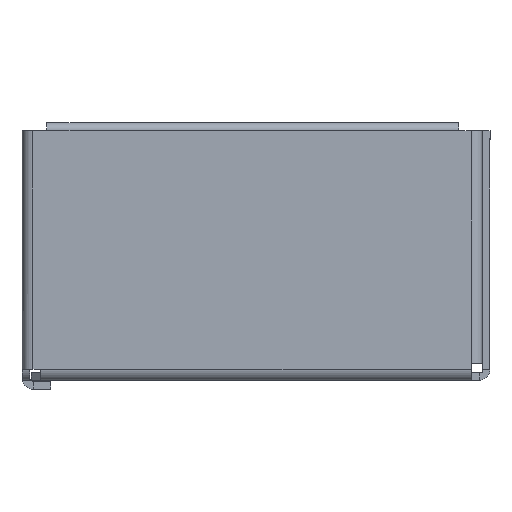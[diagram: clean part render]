
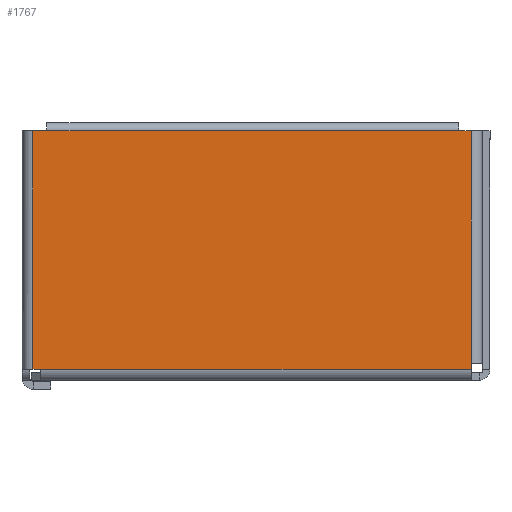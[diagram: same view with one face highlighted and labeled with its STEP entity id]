
A CAD part, left-side view. The second image highlights one B-rep face of the part: STEP entity #1767.
In plain terms, the highlighted planar face has unit normal (-1, 0, 0).
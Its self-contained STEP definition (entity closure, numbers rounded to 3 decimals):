
#33 = ORIENTED_EDGE ( 'NONE', *, *, #346, .F. ) ;
#90 = VERTEX_POINT ( 'NONE', #1857 ) ;
#121 = EDGE_CURVE ( 'NONE', #1087, #90, #392, .T. ) ;
#156 = VECTOR ( 'NONE', #1071, 1000. ) ;
#174 = PLANE ( 'NONE',  #2162 ) ;
#217 = ORIENTED_EDGE ( 'NONE', *, *, #410, .T. ) ;
#236 = EDGE_CURVE ( 'NONE', #90, #922, #1942, .T. ) ;
#282 = DIRECTION ( 'NONE',  ( 0., 0., -1. ) ) ;
#299 = ORIENTED_EDGE ( 'NONE', *, *, #1608, .F. ) ;
#335 = DIRECTION ( 'NONE',  ( 0., -1., 0. ) ) ;
#346 = EDGE_CURVE ( 'NONE', #1547, #667, #2132, .T. ) ;
#362 = DIRECTION ( 'NONE',  ( 0., -1., 0. ) ) ;
#392 = LINE ( 'NONE', #632, #556 ) ;
#398 = CARTESIAN_POINT ( 'NONE',  ( -1.25, -32.5, 20. ) ) ;
#410 = EDGE_CURVE ( 'NONE', #922, #855, #1995, .T. ) ;
#447 = ORIENTED_EDGE ( 'NONE', *, *, #236, .T. ) ;
#449 = VERTEX_POINT ( 'NONE', #2418 ) ;
#556 = VECTOR ( 'NONE', #2309, 1000. ) ;
#563 = EDGE_LOOP ( 'NONE', ( #217, #299, #33, #2060, #2256, #1479, #1456, #447 ) ) ;
#586 = LINE ( 'NONE', #2707, #2597 ) ;
#632 = CARTESIAN_POINT ( 'NONE',  ( -1.25, 35.75, 20. ) ) ;
#667 = VERTEX_POINT ( 'NONE', #2160 ) ;
#685 = LINE ( 'NONE', #908, #2244 ) ;
#745 = CARTESIAN_POINT ( 'NONE',  ( -1.25, -34.5, 0.875 ) ) ;
#780 = EDGE_CURVE ( 'NONE', #965, #1547, #685, .T. ) ;
#824 = DIRECTION ( 'NONE',  ( 0., 0., -1. ) ) ;
#838 = CARTESIAN_POINT ( 'NONE',  ( -1.25, 0., 0. ) ) ;
#855 = VERTEX_POINT ( 'NONE', #2657 ) ;
#908 = CARTESIAN_POINT ( 'NONE',  ( -1.25, 34.5, 20. ) ) ;
#922 = VERTEX_POINT ( 'NONE', #1691 ) ;
#955 = EDGE_CURVE ( 'NONE', #965, #449, #1045, .T. ) ;
#965 = VERTEX_POINT ( 'NONE', #398 ) ;
#1045 = LINE ( 'NONE', #2705, #156 ) ;
#1071 = DIRECTION ( 'NONE',  ( 0., 1., 0. ) ) ;
#1077 = CARTESIAN_POINT ( 'NONE',  ( -1.25, -34.5, 20. ) ) ;
#1087 = VERTEX_POINT ( 'NONE', #1764 ) ;
#1165 = LINE ( 'NONE', #745, #2596 ) ;
#1244 = FACE_OUTER_BOUND ( 'NONE', #563, .T. ) ;
#1256 = DIRECTION ( 'NONE',  ( 1., 0., 0. ) ) ;
#1266 = VECTOR ( 'NONE', #2324, 1000. ) ;
#1413 = DIRECTION ( 'NONE',  ( 0., 0., -1. ) ) ;
#1456 = ORIENTED_EDGE ( 'NONE', *, *, #121, .T. ) ;
#1479 = ORIENTED_EDGE ( 'NONE', *, *, #2190, .F. ) ;
#1547 = VERTEX_POINT ( 'NONE', #1618 ) ;
#1608 = EDGE_CURVE ( 'NONE', #667, #855, #1165, .T. ) ;
#1618 = CARTESIAN_POINT ( 'NONE',  ( -1.25, -34.5, 20. ) ) ;
#1691 = CARTESIAN_POINT ( 'NONE',  ( -1.25, 34.5, -18.25 ) ) ;
#1764 = CARTESIAN_POINT ( 'NONE',  ( -1.25, 35.75, 20. ) ) ;
#1767 = ADVANCED_FACE ( 'NONE', ( #1244 ), #174, .F. ) ;
#1792 = VECTOR ( 'NONE', #282, 1000. ) ;
#1857 = CARTESIAN_POINT ( 'NONE',  ( -1.25, 35.75, -18.25 ) ) ;
#1942 = LINE ( 'NONE', #2551, #1266 ) ;
#1995 = LINE ( 'NONE', #2230, #2062 ) ;
#2060 = ORIENTED_EDGE ( 'NONE', *, *, #780, .F. ) ;
#2062 = VECTOR ( 'NONE', #335, 1000. ) ;
#2132 = LINE ( 'NONE', #1077, #1792 ) ;
#2160 = CARTESIAN_POINT ( 'NONE',  ( -1.25, -34.5, -17.25 ) ) ;
#2162 = AXIS2_PLACEMENT_3D ( 'NONE', #838, #1256, #824 ) ;
#2190 = EDGE_CURVE ( 'NONE', #1087, #449, #586, .T. ) ;
#2230 = CARTESIAN_POINT ( 'NONE',  ( -1.25, 34.5, -18.25 ) ) ;
#2244 = VECTOR ( 'NONE', #2379, 1000. ) ;
#2256 = ORIENTED_EDGE ( 'NONE', *, *, #955, .T. ) ;
#2309 = DIRECTION ( 'NONE',  ( 0., 0., -1. ) ) ;
#2324 = DIRECTION ( 'NONE',  ( 0., -1., 0. ) ) ;
#2379 = DIRECTION ( 'NONE',  ( 0., -1., 0. ) ) ;
#2418 = CARTESIAN_POINT ( 'NONE',  ( -1.25, 33.5, 20. ) ) ;
#2551 = CARTESIAN_POINT ( 'NONE',  ( -1.25, 35.75, -18.25 ) ) ;
#2596 = VECTOR ( 'NONE', #1413, 1000. ) ;
#2597 = VECTOR ( 'NONE', #362, 1000. ) ;
#2657 = CARTESIAN_POINT ( 'NONE',  ( -1.25, -34.5, -18.25 ) ) ;
#2705 = CARTESIAN_POINT ( 'NONE',  ( -1.25, -32.5, 20. ) ) ;
#2707 = CARTESIAN_POINT ( 'NONE',  ( -1.25, 34.5, 20. ) ) ;
